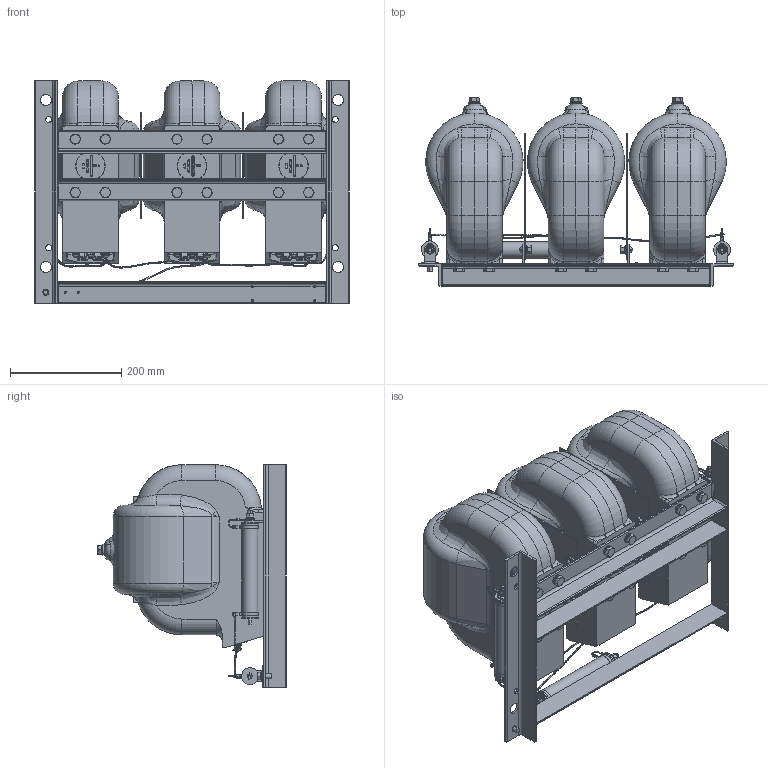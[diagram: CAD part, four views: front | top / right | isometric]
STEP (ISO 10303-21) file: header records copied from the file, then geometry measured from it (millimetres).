
FILE_DESCRIPTION (( 'STEP AP203' ), '1' );
FILE_NAME ('3ﾍﾎﾋ.06SLDPRT.STEP', '2014-06-04T10:24:23', ( '' ), ( '' ), 'SwSTEP 2.0', 'SolidWorks 2010', '' );
FILE_SCHEMA (( 'CONFIG_CONTROL_DESIGN' ));
Products named in the file (1): 3ﾍﾎﾋ.06SLDPRT
Bounding box: 565 x 337.9 x 400 mm (x, y, z)
Surface area: 1391650.8 mm2 (no closed solid volume)
Topology: 0 solids, 231 shells, 1590 faces, 5738 edges, 4300 vertices
Faces by surface type: plane 626, cylinder 349, bspline 284, cone 206, torus 80, sphere 45
Entity records: 89274 total; most frequent: CARTESIAN_POINT 43180, DIRECTION 9251, ORIENTED_EDGE 8494, EDGE_CURVE 5720, VERTEX_POINT 4300, AXIS2_PLACEMENT_3D 3431, LINE 2389, VECTOR 2389
